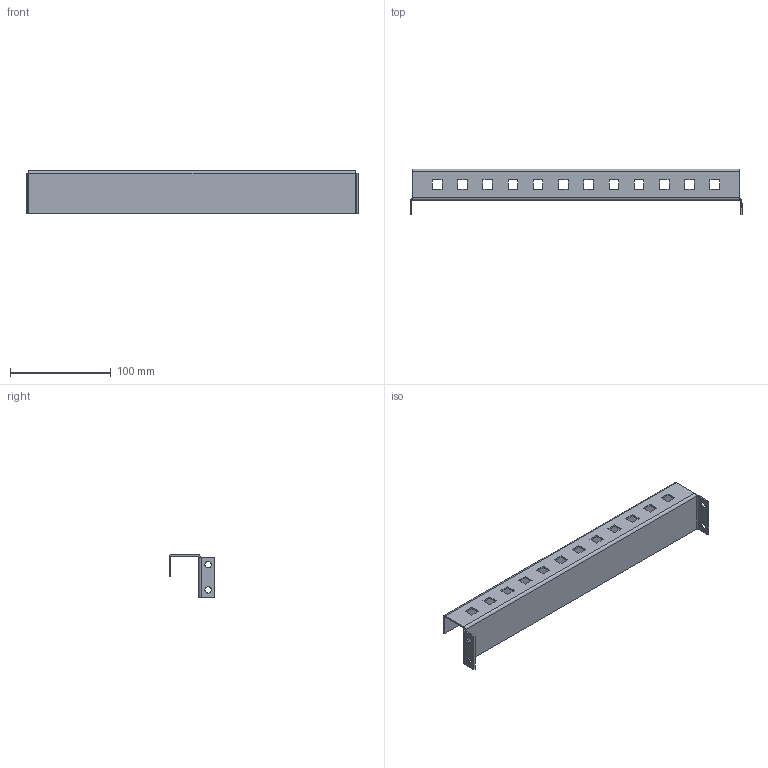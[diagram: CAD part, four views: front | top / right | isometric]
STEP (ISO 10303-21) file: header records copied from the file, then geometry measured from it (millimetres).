
FILE_DESCRIPTION (( 'STEP AP203' ), '1' );
FILE_NAME ('Ðåéêà äëÿ ôèêñàöèè êàáåëÿ FORD äëÿ êîðïóñà øèðèíîé 400 (2øò.) EKF PROxima.STEP', '2020-10-26T06:55:00', ( '' ), ( '' ), 'SwSTEP 2.0', 'SolidWorks 2019', '' );
FILE_SCHEMA (( 'CONFIG_CONTROL_DESIGN' ));
Length unit declared in the file: millimetre
Products named in the file (1): Ðåéêà äëÿ ôèêñàöèè êàáåëÿ FORD äëÿ êîðïóñà øèðèíîé 400 (2øò.) EKF PROxima
Bounding box: 329 x 45.5 x 42.5 mm (x, y, z)
Volume: 44351.2 mm3; surface area: 61283.9 mm2
Topology: 1 solids, 1 shells, 94 faces, 244 edges, 152 vertices
Faces by surface type: plane 78, cylinder 16
Entity records: 2945 total; most frequent: CARTESIAN_POINT 491, ORIENTED_EDGE 488, DIRECTION 466, EDGE_CURVE 244, VECTOR 212, LINE 212, VERTEX_POINT 152, AXIS2_PLACEMENT_3D 127
